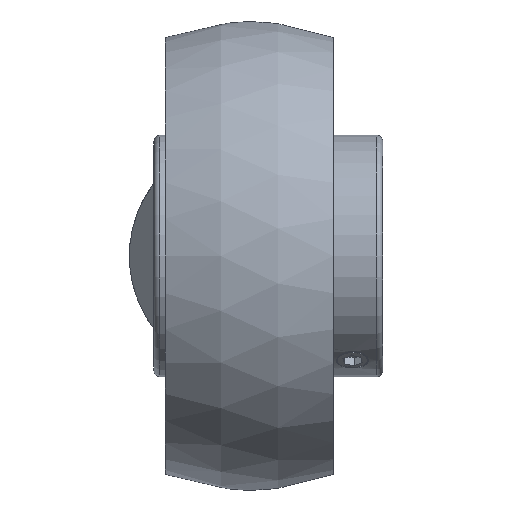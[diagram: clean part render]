
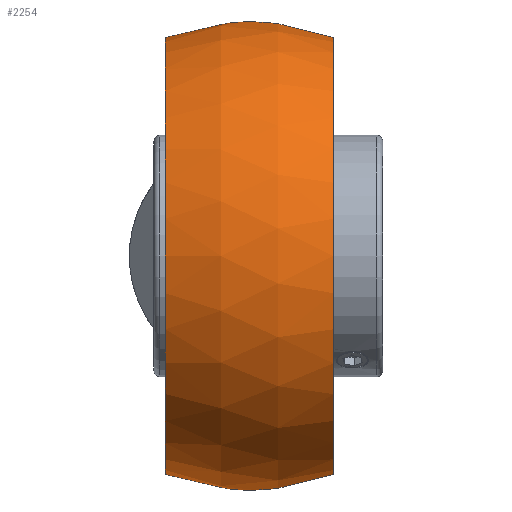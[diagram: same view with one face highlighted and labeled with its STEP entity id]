
A CAD part, front view. The second image highlights one B-rep face of the part: STEP entity #2254.
In plain terms, the highlighted spherical face has radius 39 mm.
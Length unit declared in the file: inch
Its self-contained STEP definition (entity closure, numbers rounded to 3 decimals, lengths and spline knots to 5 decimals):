
#834=SPHERICAL_SURFACE('',#2427,1.53542);
#1033=VERTEX_POINT('',#2550);
#1034=VERTEX_POINT('',#2551);
#1101=VERTEX_POINT('',#3349);
#1102=VERTEX_POINT('',#3351);
#1103=VERTEX_POINT('',#3355);
#1104=VERTEX_POINT('',#3357);
#1107=VERTEX_POINT('',#3363);
#1108=VERTEX_POINT('',#3364);
#1109=VERTEX_POINT('',#3368);
#1110=VERTEX_POINT('',#3370);
#1111=VERTEX_POINT('',#3374);
#1112=VERTEX_POINT('',#3376);
#1184=CIRCLE('',#2326,1.43308);
#1236=CIRCLE('',#2416,1.53087);
#1237=CIRCLE('',#2418,0.7874);
#1238=CIRCLE('',#2420,1.53087);
#1239=CIRCLE('',#2422,1.53087);
#1240=CIRCLE('',#2424,1.53542);
#1241=CIRCLE('',#2425,1.53087);
#1242=CIRCLE('',#2426,1.53542);
#1243=CIRCLE('',#2428,1.43308);
#1284=EDGE_CURVE('',#1033,#1034,#1184,.T.);
#1386=EDGE_CURVE('',#1102,#1101,#1236,.T.);
#1389=EDGE_CURVE('',#1104,#1103,#1237,.T.);
#1393=EDGE_CURVE('',#1101,#1107,#1237,.T.);
#1395=EDGE_CURVE('',#1103,#1108,#1238,.T.);
#1397=EDGE_CURVE('',#1110,#1109,#1239,.T.);
#1399=EDGE_CURVE('',#1111,#1102,#1240,.T.);
#1401=EDGE_CURVE('',#1112,#1111,#1241,.T.);
#1403=EDGE_CURVE('',#1108,#1110,#1242,.T.);
#1404=EDGE_CURVE('',#1109,#1034,#1237,.T.);
#1405=EDGE_CURVE('',#1033,#1112,#1237,.T.);
#1406=EDGE_CURVE('',#1104,#1107,#1243,.T.);
#1707=ORIENTED_EDGE('',*,*,#1395,.T.);
#1708=ORIENTED_EDGE('',*,*,#1403,.T.);
#1709=ORIENTED_EDGE('',*,*,#1397,.T.);
#1710=ORIENTED_EDGE('',*,*,#1404,.T.);
#1711=ORIENTED_EDGE('',*,*,#1284,.F.);
#1712=ORIENTED_EDGE('',*,*,#1405,.T.);
#1713=ORIENTED_EDGE('',*,*,#1401,.T.);
#1714=ORIENTED_EDGE('',*,*,#1399,.T.);
#1715=ORIENTED_EDGE('',*,*,#1386,.T.);
#1716=ORIENTED_EDGE('',*,*,#1393,.T.);
#1717=ORIENTED_EDGE('',*,*,#1406,.F.);
#1718=ORIENTED_EDGE('',*,*,#1389,.T.);
#1936=EDGE_LOOP('',(#1707,#1708,#1709,#1710,#1711,#1712,#1713,#1714,#1715,
#1716,#1717,#1718));
#2098=FACE_BOUND('',#1936,.T.);
#2254=ADVANCED_FACE('',(#2098),#834,.T.);
#2326=AXIS2_PLACEMENT_3D('',#2549,#4808,#4809);
#2416=AXIS2_PLACEMENT_3D('',#3350,#5001,#5002);
#2418=AXIS2_PLACEMENT_3D('',#3356,#5007,#5008);
#2420=AXIS2_PLACEMENT_3D('',#3365,#5013,#5014);
#2422=AXIS2_PLACEMENT_3D('',#3369,#5017,#5018);
#2424=AXIS2_PLACEMENT_3D('',#3373,#5021,#5022);
#2425=AXIS2_PLACEMENT_3D('',#3375,#5023,#5024);
#2426=AXIS2_PLACEMENT_3D('',#3378,#5026,#5027);
#2427=AXIS2_PLACEMENT_3D('',#3379,#5028,#5029);
#2428=AXIS2_PLACEMENT_3D('',#3380,#5030,#5031);
#2549=CARTESIAN_POINT('',(0.,0.,0.55118));
#2550=CARTESIAN_POINT('',(-0.56232,1.31815,0.55118));
#2551=CARTESIAN_POINT('',(0.56232,1.31815,0.55118));
#3349=CARTESIAN_POINT('',(-0.77849,1.31815,-0.11811));
#3350=CARTESIAN_POINT('',(0.,0.,-0.11811));
#3351=CARTESIAN_POINT('',(-1.53087,0.,-0.11811));
#3355=CARTESIAN_POINT('',(0.77849,1.31815,-0.11811));
#3356=CARTESIAN_POINT('',(0.,1.31815,0.));
#3357=CARTESIAN_POINT('',(0.56232,1.31815,-0.55118));
#3363=CARTESIAN_POINT('',(-0.56232,1.31815,-0.55118));
#3364=CARTESIAN_POINT('',(1.53087,0.,-0.11811));
#3365=CARTESIAN_POINT('',(0.,0.,-0.11811));
#3368=CARTESIAN_POINT('',(0.77849,1.31815,0.11811));
#3369=CARTESIAN_POINT('',(0.,0.,0.11811));
#3370=CARTESIAN_POINT('',(1.53087,0.,0.11811));
#3373=CARTESIAN_POINT('',(0.,0.,0.));
#3374=CARTESIAN_POINT('',(-1.53087,0.,0.11811));
#3375=CARTESIAN_POINT('',(0.,0.,0.11811));
#3376=CARTESIAN_POINT('',(-0.77849,1.31815,0.11811));
#3378=CARTESIAN_POINT('',(0.,0.,0.));
#3379=CARTESIAN_POINT('',(0.,0.,0.));
#3380=CARTESIAN_POINT('',(0.,0.,-0.55118));
#4808=DIRECTION('',(0.,0.,1.));
#4809=DIRECTION('',(0.,1.433,0.));
#5001=DIRECTION('',(0.,0.,-1.));
#5002=DIRECTION('',(0.,-1.531,0.));
#5007=DIRECTION('',(0.,-1.,0.));
#5008=DIRECTION('',(0.787,0.,0.));
#5013=DIRECTION('',(0.,0.,-1.));
#5014=DIRECTION('',(0.,-1.531,0.));
#5017=DIRECTION('',(0.,0.,1.));
#5018=DIRECTION('',(0.,1.531,0.));
#5021=DIRECTION('',(0.,-1.,0.));
#5022=DIRECTION('',(0.,0.,1.535));
#5023=DIRECTION('',(0.,0.,1.));
#5024=DIRECTION('',(0.,1.531,0.));
#5026=DIRECTION('',(0.,-1.,0.));
#5027=DIRECTION('',(0.,0.,1.535));
#5028=DIRECTION('',(0.,0.,1.));
#5029=DIRECTION('',(1.,0.,0.));
#5030=DIRECTION('',(0.,0.,-1.));
#5031=DIRECTION('',(0.,-1.433,0.));
